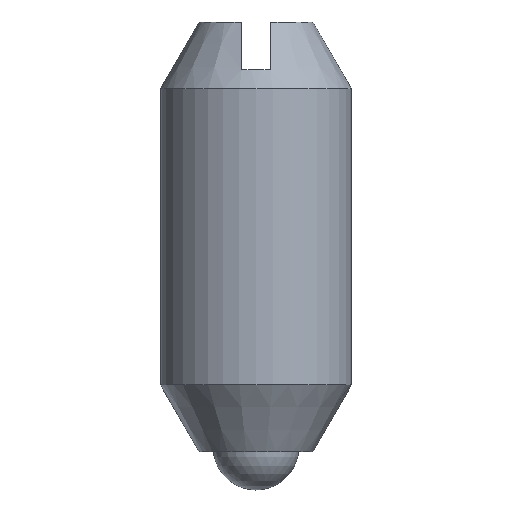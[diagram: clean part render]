
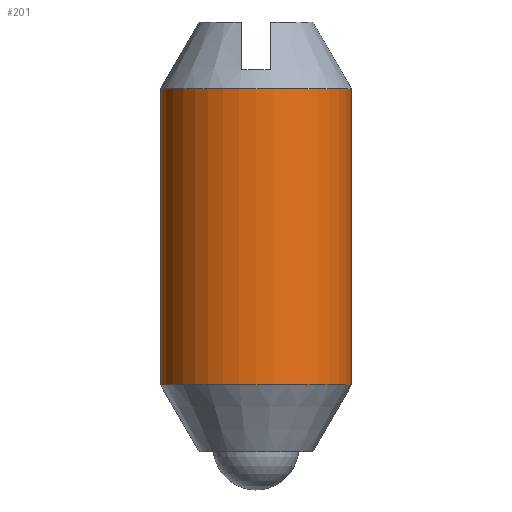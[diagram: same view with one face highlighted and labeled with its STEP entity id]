
A CAD part, front view. The second image highlights one B-rep face of the part: STEP entity #201.
In plain terms, the highlighted cylindrical face has radius 2 mm (diameter 4 mm), a partial arc.
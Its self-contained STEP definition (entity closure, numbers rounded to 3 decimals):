
#137=EDGE_CURVE('',#235,#207,#356,.T.);
#145=EDGE_CURVE('',#207,#277,#364,.T.);
#171=EDGE_CURVE('',#235,#329,#393,.T.);
#197=EDGE_CURVE('',#277,#329,#425,.T.);
#201=ADVANCED_FACE('',(#430),#431,.T.);
#207=VERTEX_POINT('',#437);
#235=VERTEX_POINT('',#472);
#277=VERTEX_POINT('',#517);
#329=VERTEX_POINT('',#573);
#356=LINE('',#593,#594);
#364=CIRCLE('',#605,2.0);
#393=CIRCLE('',#641,2.0);
#425=LINE('',#678,#679);
#430=FACE_OUTER_BOUND('',#684,.T.);
#431=CYLINDRICAL_SURFACE('',#685,2.0);
#437=CARTESIAN_POINT('',(2.,0.,8.4));
#472=CARTESIAN_POINT('',(2.,0.,2.2));
#517=CARTESIAN_POINT('',(-2.,0.,8.4));
#573=CARTESIAN_POINT('',(-2.,0.,2.2));
#593=CARTESIAN_POINT('',(2.,0.,5.3));
#594=VECTOR('',#909,1.0);
#605=AXIS2_PLACEMENT_3D('',#911,#912,#913);
#641=AXIS2_PLACEMENT_3D('',#950,#951,#952);
#678=CARTESIAN_POINT('',(-2.,0.,5.3));
#679=VECTOR('',#1006,1.0);
#684=EDGE_LOOP('',(#1014,#1015,#1016,#1017));
#685=AXIS2_PLACEMENT_3D('',#1018,#1019,#1020);
#909=DIRECTION('',(-0.0,-0.0,1.0));
#911=CARTESIAN_POINT('',(0.,0.,8.4));
#912=DIRECTION('',(0.0,0.0,-1.0));
#913=DIRECTION('',(-1.0,0.,0.0));
#950=CARTESIAN_POINT('',(0.,0.,2.2));
#951=DIRECTION('',(0.0,0.0,-1.0));
#952=DIRECTION('',(-1.0,0.,0.0));
#1006=DIRECTION('',(0.0,0.0,-1.0));
#1014=ORIENTED_EDGE('',*,*,#197,.T.);
#1015=ORIENTED_EDGE('',*,*,#171,.F.);
#1016=ORIENTED_EDGE('',*,*,#137,.T.);
#1017=ORIENTED_EDGE('',*,*,#145,.T.);
#1018=CARTESIAN_POINT('',(0.,0.,5.3));
#1019=DIRECTION('',(-0.0,-0.0,1.0));
#1020=DIRECTION('',(-1.0,0.,0.0));
